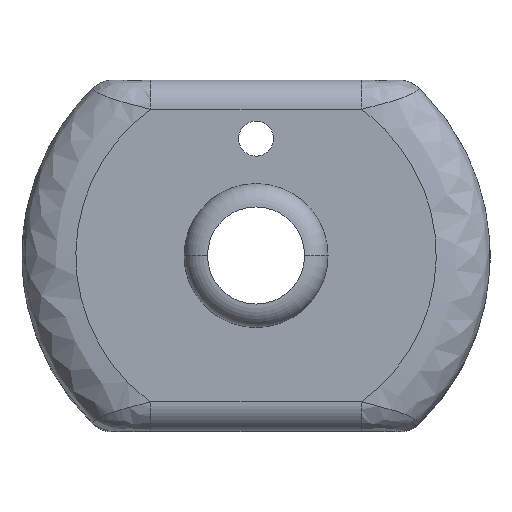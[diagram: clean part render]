
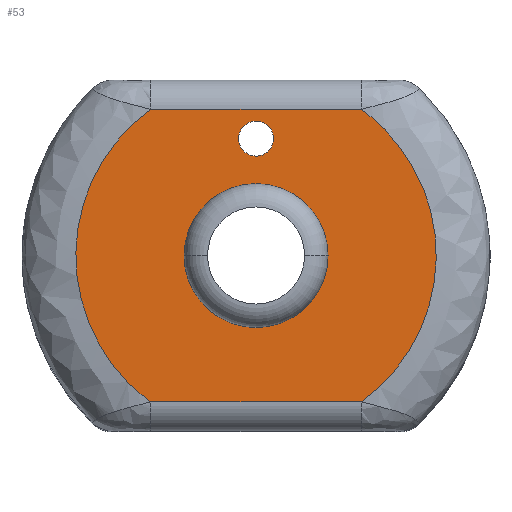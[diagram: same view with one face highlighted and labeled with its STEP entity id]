
A CAD part, top view. The second image highlights one B-rep face of the part: STEP entity #53.
In plain terms, the highlighted planar face has unit normal (0, 0, 1).
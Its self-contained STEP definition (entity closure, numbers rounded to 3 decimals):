
#51 = EDGE_CURVE ( 'NONE', #3227, #1702, #5139, .T. ) ;
#53 = ADVANCED_FACE ( 'NONE', ( #5166, #3601, #4656 ), #2507, .F. ) ;
#90 = CARTESIAN_POINT ( 'NONE',  ( 0.334, 2.225, 4.227 ) ) ;
#149 = EDGE_CURVE ( 'NONE', #5656, #6510, #2271, .T. ) ;
#185 = VECTOR ( 'NONE', #5648, 1000. ) ;
#225 = ORIENTED_EDGE ( 'NONE', *, *, #2619, .F. ) ;
#347 = EDGE_CURVE ( 'NONE', #4036, #2307, #4351, .T. ) ;
#358 = EDGE_CURVE ( 'NONE', #2307, #3227, #5808, .T. ) ;
#798 = CARTESIAN_POINT ( 'NONE',  ( -3.267, -1.067, 4.227 ) ) ;
#827 = CARTESIAN_POINT ( 'NONE',  ( -3.394, -0.541, 4.227 ) ) ;
#930 = CARTESIAN_POINT ( 'NONE',  ( 2.001, 2.781, 4.227 ) ) ;
#1170 = CARTESIAN_POINT ( 'NONE',  ( 0., 2.225, 4.227 ) ) ;
#1392 = CARTESIAN_POINT ( 'NONE',  ( 1.368, 0., 4.227 ) ) ;
#1414 = CARTESIAN_POINT ( 'NONE',  ( 3.173, -1.321, 4.227 ) ) ;
#1425 = AXIS2_PLACEMENT_3D ( 'NONE', #5940, #5420, #4911 ) ;
#1471 = CARTESIAN_POINT ( 'NONE',  ( -2.001, 2.781, 4.227 ) ) ;
#1477 = CARTESIAN_POINT ( 'NONE',  ( 0., 0., 4.227 ) ) ;
#1547 = ORIENTED_EDGE ( 'NONE', *, *, #358, .T. ) ;
#1608 = AXIS2_PLACEMENT_3D ( 'NONE', #1170, #6788, #1720 ) ;
#1702 = VERTEX_POINT ( 'NONE', #2545 ) ;
#1720 = DIRECTION ( 'NONE',  ( 1., 0., 0. ) ) ;
#1756 = CARTESIAN_POINT ( 'NONE',  ( -2.44, 2.466, 4.227 ) ) ;
#1834 = ORIENTED_EDGE ( 'NONE', *, *, #3948, .T. ) ;
#1835 = B_SPLINE_CURVE_WITH_KNOTS ( 'NONE', 3,
 ( #2534, #3021, #3537, #1414, #6232, #5164, #2564, #6134, #2990, #3631, #5585, #5615, #3565, #930 ),
 .UNSPECIFIED., .F., .F.,
 ( 4, 2, 2, 2, 2, 2, 4 ),
 ( 0.147, 0.324, 0.412, 0.5, 0.588, 0.676, 0.853 ),
 .UNSPECIFIED. ) ;
#2255 = DIRECTION ( 'NONE',  ( 0., 0., 1. ) ) ;
#2263 = CARTESIAN_POINT ( 'NONE',  ( -3.267, 1.067, 4.227 ) ) ;
#2271 = CIRCLE ( 'NONE', #1608, 0.334 ) ;
#2307 = VERTEX_POINT ( 'NONE', #1471 ) ;
#2396 = AXIS2_PLACEMENT_3D ( 'NONE', #6117, #2971, #2813 ) ;
#2507 = PLANE ( 'NONE',  #4565 ) ;
#2517 = ORIENTED_EDGE ( 'NONE', *, *, #2705, .F. ) ;
#2534 = CARTESIAN_POINT ( 'NONE',  ( 2.001, -2.781, 4.227 ) ) ;
#2536 = CARTESIAN_POINT ( 'NONE',  ( 0., -2.781, 4.227 ) ) ;
#2545 = CARTESIAN_POINT ( 'NONE',  ( 2.001, -2.781, 4.227 ) ) ;
#2564 = CARTESIAN_POINT ( 'NONE',  ( 3.426, -0.27, 4.227 ) ) ;
#2619 = EDGE_CURVE ( 'NONE', #2993, #3343, #2845, .T. ) ;
#2705 = EDGE_CURVE ( 'NONE', #6510, #5656, #3695, .T. ) ;
#2727 = CIRCLE ( 'NONE', #1425, 1.368 ) ;
#2813 = DIRECTION ( 'NONE',  ( 1., 0., 0. ) ) ;
#2845 = CIRCLE ( 'NONE', #6214, 1.368 ) ;
#2922 = CARTESIAN_POINT ( 'NONE',  ( -2.001, 2.781, 4.227 ) ) ;
#2971 = DIRECTION ( 'NONE',  ( 0., 0., 1. ) ) ;
#2990 = CARTESIAN_POINT ( 'NONE',  ( 3.394, 0.541, 4.227 ) ) ;
#2993 = VERTEX_POINT ( 'NONE', #6741 ) ;
#3021 = CARTESIAN_POINT ( 'NONE',  ( 2.44, -2.466, 4.227 ) ) ;
#3136 = VECTOR ( 'NONE', #6451, 1000. ) ;
#3227 = VERTEX_POINT ( 'NONE', #3747 ) ;
#3343 = VERTEX_POINT ( 'NONE', #1392 ) ;
#3480 = CARTESIAN_POINT ( 'NONE',  ( -0.334, 2.225, 4.227 ) ) ;
#3537 = CARTESIAN_POINT ( 'NONE',  ( 2.802, -2.044, 4.227 ) ) ;
#3563 = ORIENTED_EDGE ( 'NONE', *, *, #51, .T. ) ;
#3565 = CARTESIAN_POINT ( 'NONE',  ( 2.44, 2.466, 4.227 ) ) ;
#3601 = FACE_BOUND ( 'NONE', #6585, .T. ) ;
#3631 = CARTESIAN_POINT ( 'NONE',  ( 3.267, 1.067, 4.227 ) ) ;
#3695 = CIRCLE ( 'NONE', #2396, 0.334 ) ;
#3747 = CARTESIAN_POINT ( 'NONE',  ( -2.001, -2.781, 4.227 ) ) ;
#3801 = CARTESIAN_POINT ( 'NONE',  ( 2.001, 2.781, 4.227 ) ) ;
#3926 = DIRECTION ( 'NONE',  ( 0., 0., -1. ) ) ;
#3948 = EDGE_CURVE ( 'NONE', #1702, #4036, #1835, .T. ) ;
#4009 = EDGE_LOOP ( 'NONE', ( #2517, #6127 ) ) ;
#4036 = VERTEX_POINT ( 'NONE', #3801 ) ;
#4351 = LINE ( 'NONE', #6587, #3136 ) ;
#4530 = EDGE_LOOP ( 'NONE', ( #1547, #3563, #1834, #5074 ) ) ;
#4565 = AXIS2_PLACEMENT_3D ( 'NONE', #1477, #3926, #6538 ) ;
#4656 = FACE_OUTER_BOUND ( 'NONE', #4530, .T. ) ;
#4866 = CARTESIAN_POINT ( 'NONE',  ( -3.427, -0.27, 4.227 ) ) ;
#4892 = ORIENTED_EDGE ( 'NONE', *, *, #4941, .F. ) ;
#4911 = DIRECTION ( 'NONE',  ( -1., 0., 0. ) ) ;
#4940 = CARTESIAN_POINT ( 'NONE',  ( -2.001, -2.781, 4.227 ) ) ;
#4941 = EDGE_CURVE ( 'NONE', #3343, #2993, #2727, .T. ) ;
#5074 = ORIENTED_EDGE ( 'NONE', *, *, #347, .T. ) ;
#5082 = DIRECTION ( 'NONE',  ( -1., 0., 0. ) ) ;
#5139 = LINE ( 'NONE', #2536, #185 ) ;
#5164 = CARTESIAN_POINT ( 'NONE',  ( 3.394, -0.541, 4.227 ) ) ;
#5166 = FACE_BOUND ( 'NONE', #4009, .T. ) ;
#5420 = DIRECTION ( 'NONE',  ( 0., 0., 1. ) ) ;
#5585 = CARTESIAN_POINT ( 'NONE',  ( 3.173, 1.321, 4.227 ) ) ;
#5615 = CARTESIAN_POINT ( 'NONE',  ( 2.802, 2.045, 4.227 ) ) ;
#5648 = DIRECTION ( 'NONE',  ( 1., 0., 0. ) ) ;
#5656 = VERTEX_POINT ( 'NONE', #3480 ) ;
#5808 = B_SPLINE_CURVE_WITH_KNOTS ( 'NONE', 3,
 ( #2922, #1756, #5968, #6554, #2263, #6488, #6521, #4866, #827, #798, #5932, #6036, #6003, #4940 ),
 .UNSPECIFIED., .F., .F.,
 ( 4, 2, 2, 2, 2, 2, 4 ),
 ( 0.147, 0.324, 0.412, 0.5, 0.588, 0.676, 0.853 ),
 .UNSPECIFIED. ) ;
#5924 = CARTESIAN_POINT ( 'NONE',  ( 0., 0., 4.227 ) ) ;
#5932 = CARTESIAN_POINT ( 'NONE',  ( -3.173, -1.321, 4.227 ) ) ;
#5940 = CARTESIAN_POINT ( 'NONE',  ( 0., 0., 4.227 ) ) ;
#5968 = CARTESIAN_POINT ( 'NONE',  ( -2.802, 2.044, 4.227 ) ) ;
#6003 = CARTESIAN_POINT ( 'NONE',  ( -2.44, -2.466, 4.228 ) ) ;
#6036 = CARTESIAN_POINT ( 'NONE',  ( -2.802, -2.045, 4.227 ) ) ;
#6117 = CARTESIAN_POINT ( 'NONE',  ( 0., 2.225, 4.227 ) ) ;
#6127 = ORIENTED_EDGE ( 'NONE', *, *, #149, .F. ) ;
#6134 = CARTESIAN_POINT ( 'NONE',  ( 3.427, 0.27, 4.227 ) ) ;
#6214 = AXIS2_PLACEMENT_3D ( 'NONE', #5924, #2255, #5082 ) ;
#6232 = CARTESIAN_POINT ( 'NONE',  ( 3.267, -1.067, 4.227 ) ) ;
#6451 = DIRECTION ( 'NONE',  ( -1., 0., 0. ) ) ;
#6488 = CARTESIAN_POINT ( 'NONE',  ( -3.394, 0.541, 4.227 ) ) ;
#6510 = VERTEX_POINT ( 'NONE', #90 ) ;
#6521 = CARTESIAN_POINT ( 'NONE',  ( -3.426, 0.27, 4.227 ) ) ;
#6538 = DIRECTION ( 'NONE',  ( -1., 0., 0. ) ) ;
#6554 = CARTESIAN_POINT ( 'NONE',  ( -3.173, 1.321, 4.227 ) ) ;
#6585 = EDGE_LOOP ( 'NONE', ( #225, #4892 ) ) ;
#6587 = CARTESIAN_POINT ( 'NONE',  ( 0., 2.781, 4.227 ) ) ;
#6741 = CARTESIAN_POINT ( 'NONE',  ( -1.368, 0., 4.227 ) ) ;
#6788 = DIRECTION ( 'NONE',  ( 0., 0., 1. ) ) ;
